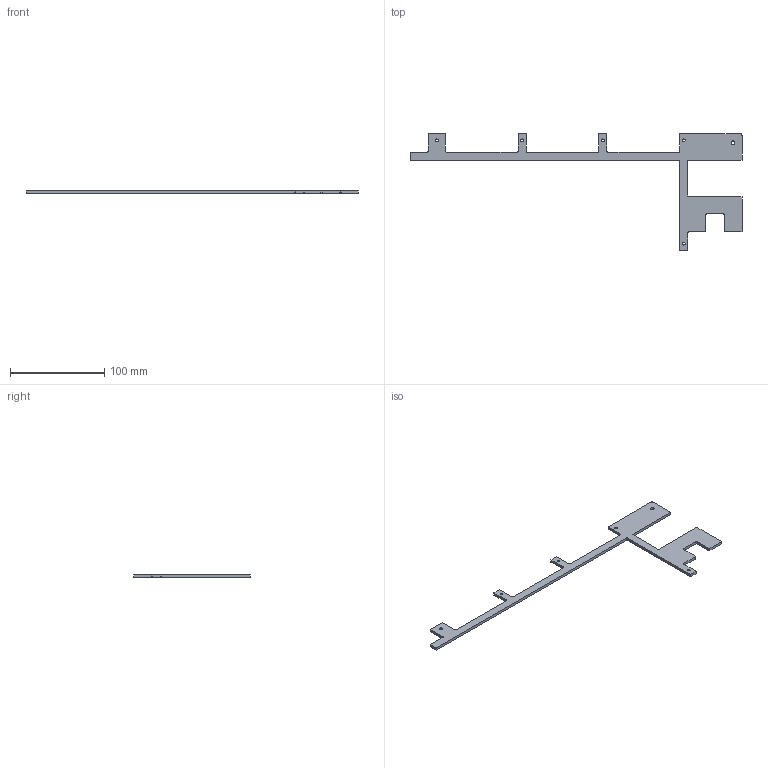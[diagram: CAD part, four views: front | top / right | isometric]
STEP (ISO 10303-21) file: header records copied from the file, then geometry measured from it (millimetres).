
FILE_DESCRIPTION(('FreeCAD Model'),'2;1');
FILE_NAME('Open CASCADE Shape Model','2021-05-14T12:12:47',('Author'),( ''),'Open CASCADE STEP processor 7.3','FreeCAD','Unknown');
FILE_SCHEMA(('AUTOMOTIVE_DESIGN { 1 0 10303 214 1 1 1 1 }'));
Length unit declared in the file: millimetre
Products named in the file (1): Pocket036
Bounding box: 351.5 x 123.5 x 3 mm (x, y, z)
Volume: 22410.3 mm3; surface area: 18757.4 mm2
Topology: 1 solids, 1 shells, 54 faces, 156 edges, 104 vertices
Faces by surface type: plane 32, cylinder 22
Full cylindrical faces by diameter (mm): 3 x5, 4 x1
Entity records: 1830 total; most frequent: CARTESIAN_POINT 315, ORIENTED_EDGE 312, DIRECTION 310, EDGE_CURVE 156, LINE 112, VECTOR 112, VERTEX_POINT 104, AXIS2_PLACEMENT_3D 99
